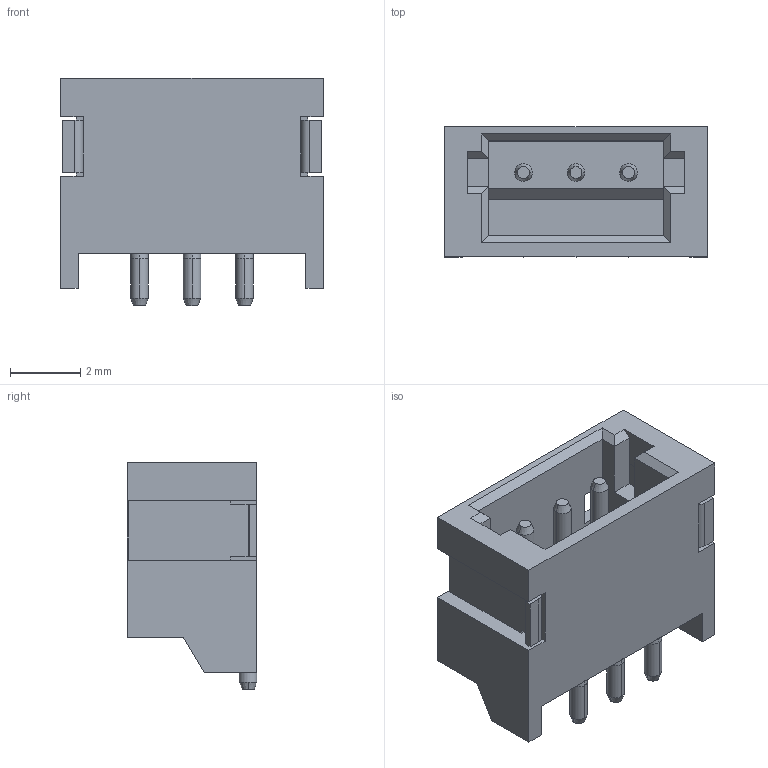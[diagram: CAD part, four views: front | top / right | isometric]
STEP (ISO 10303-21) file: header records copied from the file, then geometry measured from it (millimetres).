
FILE_DESCRIPTION (( 'STEP AP214' ), '1' );
FILE_NAME ('S3B-ZR-SM4A-TF.STEP', '2023-10-24T05:53:37', ( '' ), ( '' ), 'SwSTEP 2.0', 'SolidWorks 2021', '' );
FILE_SCHEMA (( 'AUTOMOTIVE_DESIGN' ));
Length unit declared in the file: millimetre
Products named in the file (2): SxB-ZR-SM4A White_3; S3B-ZR-SM4A-TF
Assembly tree (1 placements, depth 2):
  S3B-ZR-SM4A-TF
    SxB-ZR-SM4A White_3
Bounding box: 7.5 x 3.7 x 6.5 mm (x, y, z)
Volume: 91 mm3; surface area: 283 mm2
Topology: 9 solids, 9 shells, 121 faces, 300 edges, 192 vertices
Faces by surface type: plane 87, cylinder 16, cone 12, bspline 6
Entity records: 3842 total; most frequent: CARTESIAN_POINT 803, ORIENTED_EDGE 600, DIRECTION 588, EDGE_CURVE 300, LINE 238, VECTOR 238, VERTEX_POINT 192, AXIS2_PLACEMENT_3D 175
